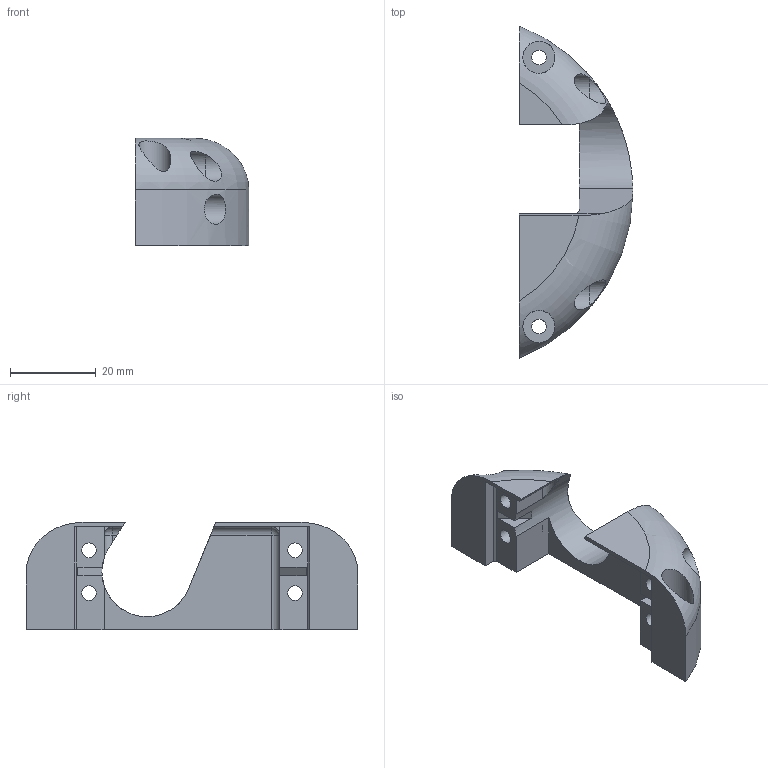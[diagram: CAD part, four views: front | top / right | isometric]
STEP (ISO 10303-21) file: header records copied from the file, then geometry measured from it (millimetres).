
FILE_DESCRIPTION(/* description */ (''),/* implementation_level */ '2;1');
FILE_NAME(/* name */ 'P503.step',/* time_stamp */ '2025-06-25T18:00:56+02:00',/* author */ (''),/* organization */ (''),/* preprocessor_version */ 'ST-DEVELOPER v20.1',/* originating_system */ 'Autodesk Translation Framework v14.10.0.0',/* authorisation */ '');
FILE_SCHEMA (('AUTOMOTIVE_DESIGN { 1 0 10303 214 3 1 1 }'));
Length unit declared in the file: millimetre
Products named in the file (1): P503
Bounding box: 26.5 x 77.39 x 25 mm (x, y, z)
Volume: 12489 mm3; surface area: 7921.1 mm2
Topology: 1 solids, 1 shells, 68 faces, 180 edges, 116 vertices
Faces by surface type: plane 42, cylinder 22, torus 2, sphere 2
Full cylindrical faces by diameter (mm): 3.4 x6, 7 x4, 7.5 x2
Entity records: 2462 total; most frequent: CARTESIAN_POINT 712, ORIENTED_EDGE 362, DIRECTION 339, EDGE_CURVE 181, VERTEX_POINT 116, LINE 113, VECTOR 113, AXIS2_PLACEMENT_3D 113
